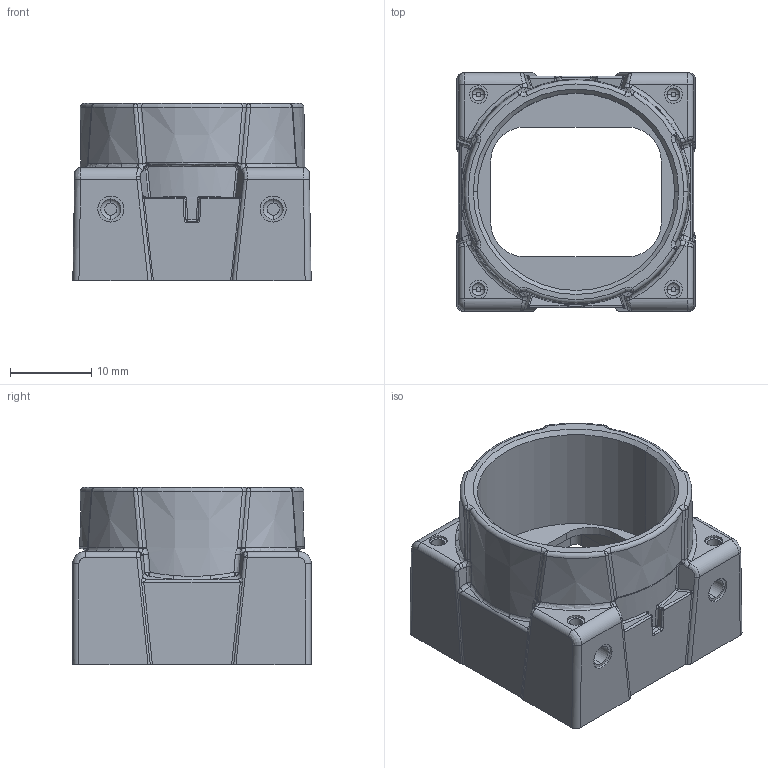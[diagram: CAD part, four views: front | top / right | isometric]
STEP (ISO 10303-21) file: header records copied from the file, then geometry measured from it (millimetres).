
FILE_DESCRIPTION (( 'STEP AP214' ), '1' );
FILE_NAME ('Alvium-C-Mount-Body-large-filter.STEP', '2023-11-14T12:30:38', ( '' ), ( '' ), 'SwSTEP 2.0', 'SolidWorks 2021', '' );
FILE_SCHEMA (( 'AUTOMOTIVE_DESIGN' ));
Length unit declared in the file: millimetre
Products named in the file (1): Alvium-C-Mount-Body-large-filter
Bounding box: 29.35 x 29.35 x 21.8 mm (x, y, z)
Volume: 4730.7 mm3; surface area: 5345.8 mm2
Topology: 1 solids, 1 shells, 399 faces, 935 edges, 529 vertices
Faces by surface type: bspline 158, cylinder 97, plane 68, sphere 36, torus 29, cone 11
Entity records: 15494 total; most frequent: CARTESIAN_POINT 6643, ORIENTED_EDGE 1802, DIRECTION 1447, EDGE_CURVE 901, AXIS2_PLACEMENT_3D 623, VERTEX_POINT 523, EDGE_LOOP 420, ADVANCED_FACE 399
